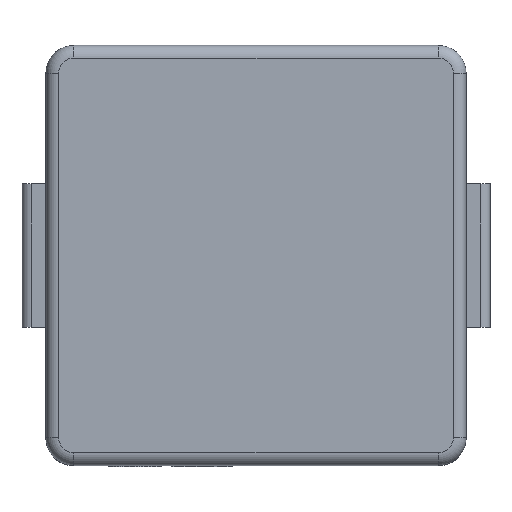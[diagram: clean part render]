
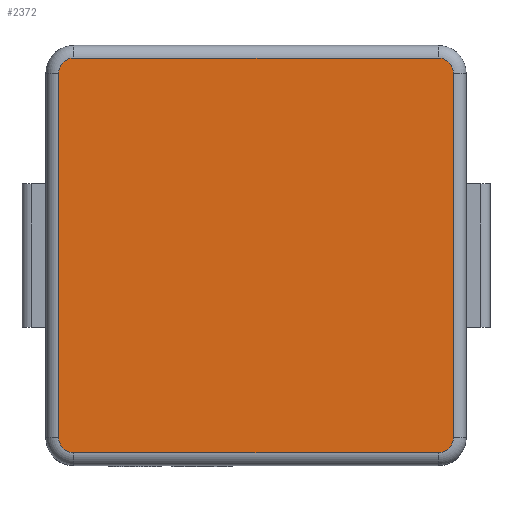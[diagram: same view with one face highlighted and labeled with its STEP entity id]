
A CAD part, top view. The second image highlights one B-rep face of the part: STEP entity #2372.
In plain terms, the highlighted planar face has unit normal (0, 0, 1).
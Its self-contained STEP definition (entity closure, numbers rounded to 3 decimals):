
#79 = EDGE_CURVE ( 'NONE', #15669, #12326, #10412, .T. ) ;
#140 = FACE_OUTER_BOUND ( 'NONE', #3037, .T. ) ;
#558 = EDGE_CURVE ( 'NONE', #14920, #5481, #4523, .T. ) ;
#581 = CARTESIAN_POINT ( 'NONE',  ( 1.907, -1.907, 2. ) ) ;
#857 = CARTESIAN_POINT ( 'NONE',  ( -2.067, 1.907, 2. ) ) ;
#1631 = AXIS2_PLACEMENT_3D ( 'NONE', #13853, #15238, #4174 ) ;
#1700 = DIRECTION ( 'NONE',  ( 0., 0., 1. ) ) ;
#1779 = VERTEX_POINT ( 'NONE', #3315 ) ;
#1848 = CARTESIAN_POINT ( 'NONE',  ( -1.907, -2.067, 2. ) ) ;
#1935 = ORIENTED_EDGE ( 'NONE', *, *, #13310, .T. ) ;
#2065 = CARTESIAN_POINT ( 'NONE',  ( 1.907, 2.067, 2. ) ) ;
#2372 = ADVANCED_FACE ( 'NONE', ( #140 ), #3606, .F. ) ;
#2703 = DIRECTION ( 'NONE',  ( -1., 0., 0. ) ) ;
#2778 = AXIS2_PLACEMENT_3D ( 'NONE', #15225, #11471, #2703 ) ;
#2917 = EDGE_CURVE ( 'NONE', #12326, #1779, #13829, .T. ) ;
#2921 = ORIENTED_EDGE ( 'NONE', *, *, #10721, .T. ) ;
#3037 = EDGE_LOOP ( 'NONE', ( #10564, #1935, #8838, #2921, #15083, #4286, #12921, #12036 ) ) ;
#3215 = CIRCLE ( 'NONE', #5555, 0.16 ) ;
#3315 = CARTESIAN_POINT ( 'NONE',  ( 2.067, 1.907, 2. ) ) ;
#3606 = PLANE ( 'NONE',  #2778 ) ;
#4097 = CARTESIAN_POINT ( 'NONE',  ( 1.907, 1.907, 2. ) ) ;
#4174 = DIRECTION ( 'NONE',  ( -1., 0., 0. ) ) ;
#4286 = ORIENTED_EDGE ( 'NONE', *, *, #558, .T. ) ;
#4523 = CIRCLE ( 'NONE', #1631, 0.16 ) ;
#4669 = CARTESIAN_POINT ( 'NONE',  ( 1.907, -2.067, 2. ) ) ;
#5443 = CARTESIAN_POINT ( 'NONE',  ( 0., 2.067, 2. ) ) ;
#5481 = VERTEX_POINT ( 'NONE', #1848 ) ;
#5539 = CIRCLE ( 'NONE', #11750, 0.16 ) ;
#5555 = AXIS2_PLACEMENT_3D ( 'NONE', #4097, #1700, #10413 ) ;
#5663 = VERTEX_POINT ( 'NONE', #2065 ) ;
#5945 = VECTOR ( 'NONE', #14416, 1000. ) ;
#6003 = CARTESIAN_POINT ( 'NONE',  ( -1.907, 1.907, 2. ) ) ;
#6568 = VECTOR ( 'NONE', #15394, 1000. ) ;
#7827 = DIRECTION ( 'NONE',  ( 0., 0., 1. ) ) ;
#8509 = DIRECTION ( 'NONE',  ( -1., 0., 0. ) ) ;
#8838 = ORIENTED_EDGE ( 'NONE', *, *, #16133, .T. ) ;
#9114 = CARTESIAN_POINT ( 'NONE',  ( -2.067, 0., 2. ) ) ;
#9276 = LINE ( 'NONE', #14334, #5945 ) ;
#9296 = DIRECTION ( 'NONE',  ( -1., 0., 0. ) ) ;
#9412 = DIRECTION ( 'NONE',  ( -1., 0., 0. ) ) ;
#9992 = CARTESIAN_POINT ( 'NONE',  ( -2.067, -1.907, 2. ) ) ;
#10412 = CIRCLE ( 'NONE', #13802, 0.16 ) ;
#10413 = DIRECTION ( 'NONE',  ( -1., 0., 0. ) ) ;
#10563 = LINE ( 'NONE', #9114, #6568 ) ;
#10564 = ORIENTED_EDGE ( 'NONE', *, *, #2917, .T. ) ;
#10721 = EDGE_CURVE ( 'NONE', #10930, #12442, #5539, .T. ) ;
#10883 = VECTOR ( 'NONE', #9412, 1000. ) ;
#10930 = VERTEX_POINT ( 'NONE', #11177 ) ;
#11050 = DIRECTION ( 'NONE',  ( 0., 1., 0. ) ) ;
#11177 = CARTESIAN_POINT ( 'NONE',  ( -1.907, 2.067, 2. ) ) ;
#11471 = DIRECTION ( 'NONE',  ( 0., 0., -1. ) ) ;
#11750 = AXIS2_PLACEMENT_3D ( 'NONE', #6003, #12250, #8509 ) ;
#12036 = ORIENTED_EDGE ( 'NONE', *, *, #79, .T. ) ;
#12250 = DIRECTION ( 'NONE',  ( 0., 0., 1. ) ) ;
#12326 = VERTEX_POINT ( 'NONE', #12675 ) ;
#12442 = VERTEX_POINT ( 'NONE', #857 ) ;
#12509 = CARTESIAN_POINT ( 'NONE',  ( 2.067, 0., 2. ) ) ;
#12675 = CARTESIAN_POINT ( 'NONE',  ( 2.067, -1.907, 2. ) ) ;
#12921 = ORIENTED_EDGE ( 'NONE', *, *, #15852, .T. ) ;
#13310 = EDGE_CURVE ( 'NONE', #1779, #5663, #3215, .T. ) ;
#13317 = EDGE_CURVE ( 'NONE', #12442, #14920, #10563, .T. ) ;
#13802 = AXIS2_PLACEMENT_3D ( 'NONE', #581, #7827, #9296 ) ;
#13829 = LINE ( 'NONE', #12509, #15375 ) ;
#13853 = CARTESIAN_POINT ( 'NONE',  ( -1.907, -1.907, 2. ) ) ;
#14334 = CARTESIAN_POINT ( 'NONE',  ( 0., -2.067, 2. ) ) ;
#14416 = DIRECTION ( 'NONE',  ( 1., 0., 0. ) ) ;
#14920 = VERTEX_POINT ( 'NONE', #9992 ) ;
#15083 = ORIENTED_EDGE ( 'NONE', *, *, #13317, .T. ) ;
#15225 = CARTESIAN_POINT ( 'NONE',  ( 0., 0., 2. ) ) ;
#15238 = DIRECTION ( 'NONE',  ( 0., 0., 1. ) ) ;
#15375 = VECTOR ( 'NONE', #11050, 1000. ) ;
#15394 = DIRECTION ( 'NONE',  ( 0., -1., 0. ) ) ;
#15540 = LINE ( 'NONE', #5443, #10883 ) ;
#15669 = VERTEX_POINT ( 'NONE', #4669 ) ;
#15852 = EDGE_CURVE ( 'NONE', #5481, #15669, #9276, .T. ) ;
#16133 = EDGE_CURVE ( 'NONE', #5663, #10930, #15540, .T. ) ;
